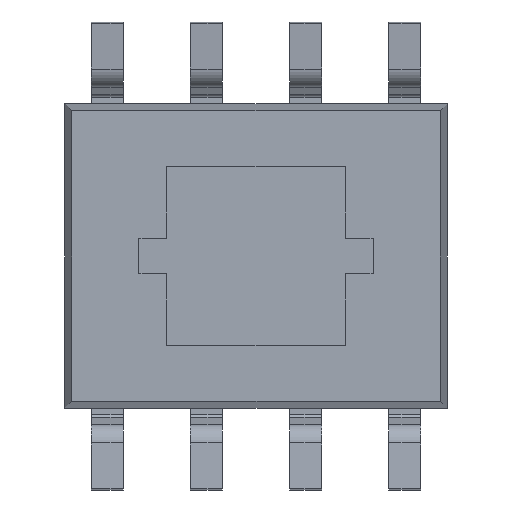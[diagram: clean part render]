
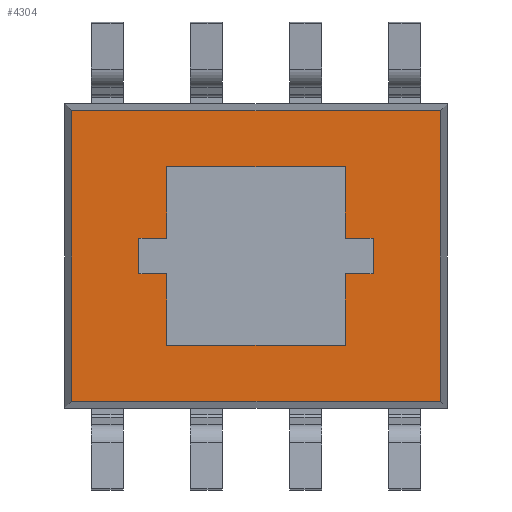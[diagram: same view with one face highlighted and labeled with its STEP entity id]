
A CAD part, front view. The second image highlights one B-rep face of the part: STEP entity #4304.
In plain terms, the highlighted planar face has unit normal (0, -1, 0).
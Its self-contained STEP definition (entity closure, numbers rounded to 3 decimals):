
#1 = EDGE_CURVE ( 'NONE', #2929, #1041, #1060, .T. ) ;
#7 = CARTESIAN_POINT ( 'NONE',  ( 2.45, 0.1, 1.862 ) ) ;
#8 = VERTEX_POINT ( 'NONE', #1474 ) ;
#11 = PLANE ( 'NONE',  #2100 ) ;
#28 = VERTEX_POINT ( 'NONE', #380 ) ;
#48 = CARTESIAN_POINT ( 'NONE',  ( -1.145, 0.1, 1.145 ) ) ;
#50 = VERTEX_POINT ( 'NONE', #3130 ) ;
#70 = ORIENTED_EDGE ( 'NONE', *, *, #1695, .F. ) ;
#174 = DIRECTION ( 'NONE',  ( 0., 0., -1. ) ) ;
#187 = VERTEX_POINT ( 'NONE', #2413 ) ;
#231 = DIRECTION ( 'NONE',  ( 1., 0., 0. ) ) ;
#248 = CARTESIAN_POINT ( 'NONE',  ( 1.145, 0.1, 1.145 ) ) ;
#313 = CARTESIAN_POINT ( 'NONE',  ( 1.145, 0.1, -1.145 ) ) ;
#333 = CARTESIAN_POINT ( 'NONE',  ( 1.145, 0.1, -1.145 ) ) ;
#363 = DIRECTION ( 'NONE',  ( 0., 0., 1. ) ) ;
#376 = CARTESIAN_POINT ( 'NONE',  ( 1.501, 0.1, 0.229 ) ) ;
#380 = CARTESIAN_POINT ( 'NONE',  ( 1.501, 0.1, -0.229 ) ) ;
#531 = VECTOR ( 'NONE', #2192, 1000. ) ;
#572 = ORIENTED_EDGE ( 'NONE', *, *, #600, .F. ) ;
#576 = VECTOR ( 'NONE', #1270, 1000. ) ;
#600 = EDGE_CURVE ( 'NONE', #28, #3089, #2013, .T. ) ;
#640 = ORIENTED_EDGE ( 'NONE', *, *, #996, .F. ) ;
#649 = CARTESIAN_POINT ( 'NONE',  ( -1.501, 0.1, 0.229 ) ) ;
#783 = DIRECTION ( 'NONE',  ( 0., -1., 0. ) ) ;
#815 = VECTOR ( 'NONE', #4711, 1000. ) ;
#862 = EDGE_CURVE ( 'NONE', #4854, #187, #3082, .T. ) ;
#888 = CARTESIAN_POINT ( 'NONE',  ( 1.145, 0.1, -0.229 ) ) ;
#976 = VERTEX_POINT ( 'NONE', #4165 ) ;
#993 = VERTEX_POINT ( 'NONE', #2677 ) ;
#995 = VECTOR ( 'NONE', #4202, 1000. ) ;
#996 = EDGE_CURVE ( 'NONE', #3089, #2054, #4075, .T. ) ;
#1024 = LINE ( 'NONE', #7, #1329 ) ;
#1029 = EDGE_CURVE ( 'NONE', #4455, #50, #4334, .T. ) ;
#1041 = VERTEX_POINT ( 'NONE', #1951 ) ;
#1059 = DIRECTION ( 'NONE',  ( -1., 0., 0. ) ) ;
#1060 = LINE ( 'NONE', #4182, #3333 ) ;
#1154 = DIRECTION ( 'NONE',  ( -1., 0., 0. ) ) ;
#1196 = CARTESIAN_POINT ( 'NONE',  ( 1.145, 0.1, 0.229 ) ) ;
#1198 = EDGE_CURVE ( 'NONE', #187, #993, #2426, .T. ) ;
#1270 = DIRECTION ( 'NONE',  ( 1., 0., 0. ) ) ;
#1329 = VECTOR ( 'NONE', #1154, 1000. ) ;
#1420 = VECTOR ( 'NONE', #1853, 1000. ) ;
#1426 = EDGE_CURVE ( 'NONE', #976, #4849, #4566, .T. ) ;
#1474 = CARTESIAN_POINT ( 'NONE',  ( 1.145, 0.1, -0.229 ) ) ;
#1479 = ORIENTED_EDGE ( 'NONE', *, *, #4142, .F. ) ;
#1496 = DIRECTION ( 'NONE',  ( 0., 0., 1. ) ) ;
#1505 = CARTESIAN_POINT ( 'NONE',  ( 0., 0.1, 0. ) ) ;
#1511 = LINE ( 'NONE', #2493, #1975 ) ;
#1547 = CARTESIAN_POINT ( 'NONE',  ( 1.145, 0.1, 0.229 ) ) ;
#1632 = LINE ( 'NONE', #3273, #4550 ) ;
#1695 = EDGE_CURVE ( 'NONE', #8, #28, #2895, .T. ) ;
#1768 = ORIENTED_EDGE ( 'NONE', *, *, #3124, .T. ) ;
#1783 = ORIENTED_EDGE ( 'NONE', *, *, #1426, .F. ) ;
#1853 = DIRECTION ( 'NONE',  ( 1., 0., 0. ) ) ;
#1877 = CARTESIAN_POINT ( 'NONE',  ( -1.501, 0.1, 0.229 ) ) ;
#1929 = CARTESIAN_POINT ( 'NONE',  ( -1.145, 0.1, 1.145 ) ) ;
#1951 = CARTESIAN_POINT ( 'NONE',  ( 2.362, 0.1, 1.862 ) ) ;
#1975 = VECTOR ( 'NONE', #3589, 1000. ) ;
#2013 = LINE ( 'NONE', #376, #2609 ) ;
#2038 = CARTESIAN_POINT ( 'NONE',  ( -1.145, 0.1, -0.229 ) ) ;
#2054 = VERTEX_POINT ( 'NONE', #1196 ) ;
#2100 = AXIS2_PLACEMENT_3D ( 'NONE', #1505, #783, #3439 ) ;
#2110 = VERTEX_POINT ( 'NONE', #4701 ) ;
#2138 = CARTESIAN_POINT ( 'NONE',  ( -2.45, 0.1, -1.862 ) ) ;
#2192 = DIRECTION ( 'NONE',  ( 0., 0., -1. ) ) ;
#2291 = DIRECTION ( 'NONE',  ( 0., 0., 1. ) ) ;
#2412 = ORIENTED_EDGE ( 'NONE', *, *, #3666, .F. ) ;
#2413 = CARTESIAN_POINT ( 'NONE',  ( -1.501, 0.1, -0.229 ) ) ;
#2426 = LINE ( 'NONE', #2038, #815 ) ;
#2493 = CARTESIAN_POINT ( 'NONE',  ( 1.145, 0.1, 1.145 ) ) ;
#2579 = LINE ( 'NONE', #2138, #4489 ) ;
#2581 = VECTOR ( 'NONE', #174, 1000. ) ;
#2609 = VECTOR ( 'NONE', #1496, 1000. ) ;
#2635 = EDGE_CURVE ( 'NONE', #4041, #4455, #1632, .T. ) ;
#2643 = VECTOR ( 'NONE', #3348, 1000. ) ;
#2677 = CARTESIAN_POINT ( 'NONE',  ( -1.145, 0.1, -0.229 ) ) ;
#2742 = ORIENTED_EDGE ( 'NONE', *, *, #2807, .F. ) ;
#2794 = ORIENTED_EDGE ( 'NONE', *, *, #2635, .F. ) ;
#2807 = EDGE_CURVE ( 'NONE', #2054, #4041, #1511, .T. ) ;
#2845 = ORIENTED_EDGE ( 'NONE', *, *, #1198, .F. ) ;
#2895 = LINE ( 'NONE', #888, #576 ) ;
#2901 = ORIENTED_EDGE ( 'NONE', *, *, #4539, .T. ) ;
#2929 = VERTEX_POINT ( 'NONE', #3675 ) ;
#3082 = LINE ( 'NONE', #649, #531 ) ;
#3089 = VERTEX_POINT ( 'NONE', #3449 ) ;
#3124 = EDGE_CURVE ( 'NONE', #1041, #2110, #1024, .T. ) ;
#3130 = CARTESIAN_POINT ( 'NONE',  ( -1.145, 0.1, 0.229 ) ) ;
#3210 = EDGE_LOOP ( 'NONE', ( #3350, #2794, #2742, #640, #572, #70, #2412, #1783, #1479, #2845, #4933, #4533 ) ) ;
#3273 = CARTESIAN_POINT ( 'NONE',  ( 1.145, 0.1, 1.145 ) ) ;
#3333 = VECTOR ( 'NONE', #2291, 1000. ) ;
#3348 = DIRECTION ( 'NONE',  ( 0., 0., -1. ) ) ;
#3350 = ORIENTED_EDGE ( 'NONE', *, *, #1029, .F. ) ;
#3439 = DIRECTION ( 'NONE',  ( 0., 0., -1. ) ) ;
#3449 = CARTESIAN_POINT ( 'NONE',  ( 1.501, 0.1, 0.229 ) ) ;
#3504 = DIRECTION ( 'NONE',  ( 0., 0., -1. ) ) ;
#3524 = CARTESIAN_POINT ( 'NONE',  ( -2.362, 0.1, -1.862 ) ) ;
#3589 = DIRECTION ( 'NONE',  ( 0., 0., 1. ) ) ;
#3658 = LINE ( 'NONE', #4066, #2643 ) ;
#3666 = EDGE_CURVE ( 'NONE', #4849, #8, #4427, .T. ) ;
#3675 = CARTESIAN_POINT ( 'NONE',  ( 2.362, 0.1, -1.862 ) ) ;
#3728 = ORIENTED_EDGE ( 'NONE', *, *, #1, .T. ) ;
#3770 = FACE_BOUND ( 'NONE', #3210, .T. ) ;
#4003 = LINE ( 'NONE', #4530, #4378 ) ;
#4041 = VERTEX_POINT ( 'NONE', #248 ) ;
#4052 = EDGE_CURVE ( 'NONE', #4390, #2929, #2579, .T. ) ;
#4066 = CARTESIAN_POINT ( 'NONE',  ( -1.145, 0.1, -1.145 ) ) ;
#4075 = LINE ( 'NONE', #1547, #995 ) ;
#4091 = EDGE_LOOP ( 'NONE', ( #4386, #3728, #1768, #2901 ) ) ;
#4142 = EDGE_CURVE ( 'NONE', #993, #976, #3658, .T. ) ;
#4165 = CARTESIAN_POINT ( 'NONE',  ( -1.145, 0.1, -1.145 ) ) ;
#4182 = CARTESIAN_POINT ( 'NONE',  ( 2.362, 0.1, -1.95 ) ) ;
#4202 = DIRECTION ( 'NONE',  ( -1., 0., 0. ) ) ;
#4207 = VECTOR ( 'NONE', #3504, 1000. ) ;
#4225 = EDGE_CURVE ( 'NONE', #50, #4854, #4003, .T. ) ;
#4302 = VECTOR ( 'NONE', #363, 1000. ) ;
#4304 = ADVANCED_FACE ( 'NONE', ( #3770, #4491 ), #11, .T. ) ;
#4334 = LINE ( 'NONE', #1929, #4207 ) ;
#4378 = VECTOR ( 'NONE', #4564, 1000. ) ;
#4386 = ORIENTED_EDGE ( 'NONE', *, *, #4052, .T. ) ;
#4390 = VERTEX_POINT ( 'NONE', #3524 ) ;
#4427 = LINE ( 'NONE', #4520, #4302 ) ;
#4455 = VERTEX_POINT ( 'NONE', #48 ) ;
#4489 = VECTOR ( 'NONE', #231, 1000. ) ;
#4491 = FACE_OUTER_BOUND ( 'NONE', #4091, .T. ) ;
#4520 = CARTESIAN_POINT ( 'NONE',  ( 1.145, 0.1, -1.145 ) ) ;
#4530 = CARTESIAN_POINT ( 'NONE',  ( -1.145, 0.1, 0.229 ) ) ;
#4533 = ORIENTED_EDGE ( 'NONE', *, *, #4225, .F. ) ;
#4539 = EDGE_CURVE ( 'NONE', #2110, #4390, #4614, .T. ) ;
#4550 = VECTOR ( 'NONE', #1059, 1000. ) ;
#4564 = DIRECTION ( 'NONE',  ( -1., 0., 0. ) ) ;
#4566 = LINE ( 'NONE', #313, #1420 ) ;
#4614 = LINE ( 'NONE', #4750, #2581 ) ;
#4701 = CARTESIAN_POINT ( 'NONE',  ( -2.362, 0.1, 1.862 ) ) ;
#4711 = DIRECTION ( 'NONE',  ( 1., 0., 0. ) ) ;
#4750 = CARTESIAN_POINT ( 'NONE',  ( -2.362, 0.1, 1.95 ) ) ;
#4849 = VERTEX_POINT ( 'NONE', #333 ) ;
#4854 = VERTEX_POINT ( 'NONE', #1877 ) ;
#4933 = ORIENTED_EDGE ( 'NONE', *, *, #862, .F. ) ;
